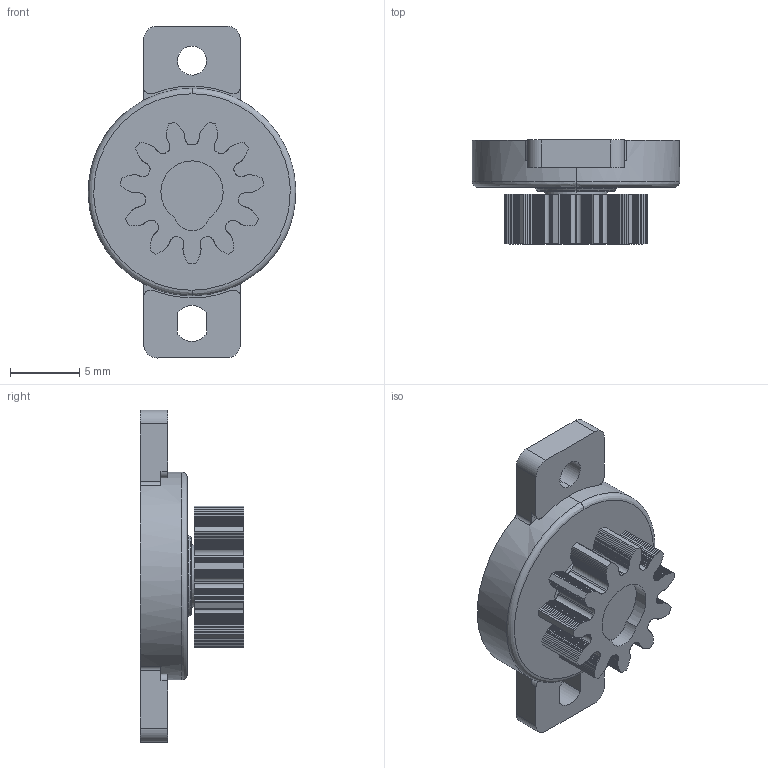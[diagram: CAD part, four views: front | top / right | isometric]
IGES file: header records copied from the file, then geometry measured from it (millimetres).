
Start section: ------------------------------------------------------------------------
Global section: file name: PC013.88268.TM_381_2_27433.igs; native system: spGate; preprocessor: ver19.8.4 (****-****-****-****); author: Unknown; organization: Unknown; date: 240828.121104; units: millimetre
Bounding box: 14.99 x 7.5 x 24 mm (x, y, z)
Volume: 922.8 mm3; surface area: 1017 mm2
Topology: 1 solids, 1 shells, 644 faces, 1908 edges, 1270 vertices
Faces by surface type: bspline 644
